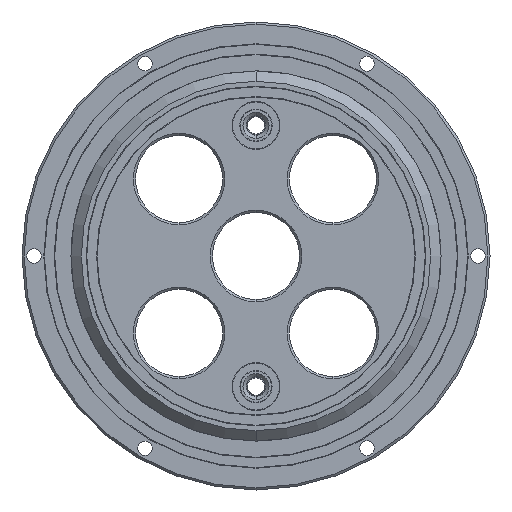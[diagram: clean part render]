
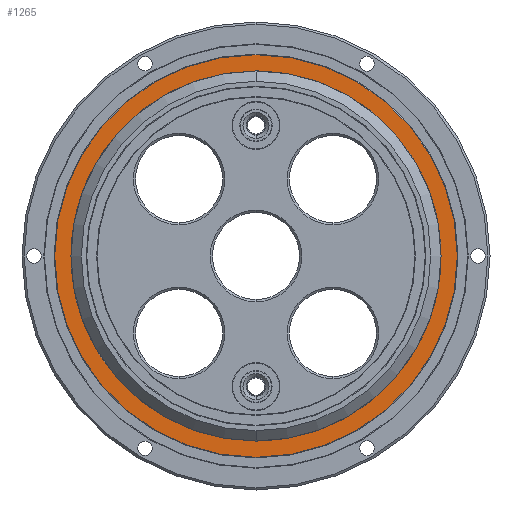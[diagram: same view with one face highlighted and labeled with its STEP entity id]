
A CAD part, front view. The second image highlights one B-rep face of the part: STEP entity #1265.
In plain terms, the highlighted planar face has unit normal (0, -1, 0).
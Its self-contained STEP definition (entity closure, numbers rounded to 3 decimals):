
#106 = FACE_BOUND ( 'NONE', #3270, .T. ) ;
#216 = AXIS2_PLACEMENT_3D ( 'NONE', #4121, #1362, #4580 ) ;
#268 = ORIENTED_EDGE ( 'NONE', *, *, #4344, .T. ) ;
#271 = DIRECTION ( 'NONE',  ( 0., -1., 0. ) ) ;
#510 = CARTESIAN_POINT ( 'NONE',  ( 85., 94.5, 0. ) ) ;
#515 = DIRECTION ( 'NONE',  ( 0., -1., 0. ) ) ;
#867 = CARTESIAN_POINT ( 'NONE',  ( 0., 94.5, 0. ) ) ;
#924 = ORIENTED_EDGE ( 'NONE', *, *, #3392, .T. ) ;
#1265 = ADVANCED_FACE ( 'NONE', ( #106, #4729 ), #5141, .T. ) ;
#1338 = DIRECTION ( 'NONE',  ( 0., 0., -1. ) ) ;
#1362 = DIRECTION ( 'NONE',  ( 0., -1., 0. ) ) ;
#1520 = ORIENTED_EDGE ( 'NONE', *, *, #4311, .F. ) ;
#1719 = CARTESIAN_POINT ( 'NONE',  ( 0., 94.5, -85. ) ) ;
#1899 = AXIS2_PLACEMENT_3D ( 'NONE', #3053, #271, #3525 ) ;
#2317 = VERTEX_POINT ( 'NONE', #2590 ) ;
#2381 = CARTESIAN_POINT ( 'NONE',  ( 0., 94.5, 85. ) ) ;
#2472 = VERTEX_POINT ( 'NONE', #2381 ) ;
#2590 = CARTESIAN_POINT ( 'NONE',  ( 0., 94.5, 92.5 ) ) ;
#2855 = DIRECTION ( 'NONE',  ( 0., 0., -1. ) ) ;
#2997 = CIRCLE ( 'NONE', #5283, 85. ) ;
#3053 = CARTESIAN_POINT ( 'NONE',  ( 0., 94.5, 0. ) ) ;
#3081 = AXIS2_PLACEMENT_3D ( 'NONE', #510, #5613, #2855 ) ;
#3154 = VERTEX_POINT ( 'NONE', #1719 ) ;
#3270 = EDGE_LOOP ( 'NONE', ( #1520, #4891 ) ) ;
#3275 = CARTESIAN_POINT ( 'NONE',  ( 0., 94.5, -92.5 ) ) ;
#3305 = CARTESIAN_POINT ( 'NONE',  ( 0., 94.5, 0. ) ) ;
#3392 = EDGE_CURVE ( 'NONE', #3894, #2317, #4601, .T. ) ;
#3525 = DIRECTION ( 'NONE',  ( 0., 0., -1. ) ) ;
#3768 = DIRECTION ( 'NONE',  ( 0., 0., -1. ) ) ;
#3894 = VERTEX_POINT ( 'NONE', #3275 ) ;
#4090 = DIRECTION ( 'NONE',  ( 0., -1., 0. ) ) ;
#4121 = CARTESIAN_POINT ( 'NONE',  ( 0., 94.5, 0. ) ) ;
#4145 = EDGE_CURVE ( 'NONE', #2472, #3154, #5092, .T. ) ;
#4311 = EDGE_CURVE ( 'NONE', #3154, #2472, #2997, .T. ) ;
#4344 = EDGE_CURVE ( 'NONE', #2317, #3894, #5165, .T. ) ;
#4392 = EDGE_LOOP ( 'NONE', ( #924, #268 ) ) ;
#4580 = DIRECTION ( 'NONE',  ( 0., 0., -1. ) ) ;
#4601 = CIRCLE ( 'NONE', #5748, 92.5 ) ;
#4729 = FACE_OUTER_BOUND ( 'NONE', #4392, .T. ) ;
#4891 = ORIENTED_EDGE ( 'NONE', *, *, #4145, .F. ) ;
#5092 = CIRCLE ( 'NONE', #1899, 85. ) ;
#5141 = PLANE ( 'NONE',  #3081 ) ;
#5165 = CIRCLE ( 'NONE', #216, 92.5 ) ;
#5283 = AXIS2_PLACEMENT_3D ( 'NONE', #867, #4090, #1338 ) ;
#5613 = DIRECTION ( 'NONE',  ( 0., -1., 0. ) ) ;
#5748 = AXIS2_PLACEMENT_3D ( 'NONE', #3305, #515, #3768 ) ;
